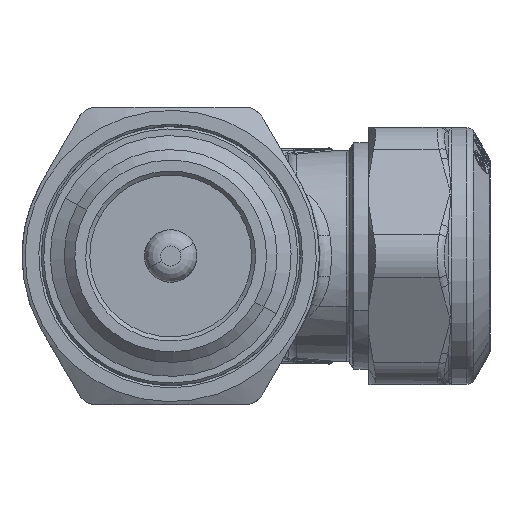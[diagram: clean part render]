
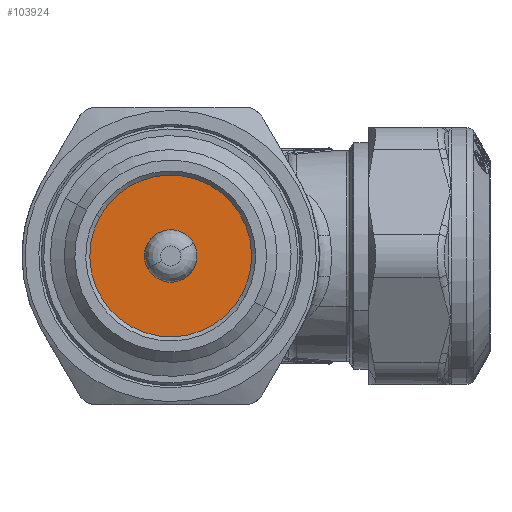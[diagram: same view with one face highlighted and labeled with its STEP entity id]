
A CAD part, left-side view. The second image highlights one B-rep face of the part: STEP entity #103924.
In plain terms, the highlighted planar face has unit normal (-1, 0, 0).
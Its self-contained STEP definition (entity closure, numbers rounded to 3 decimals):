
#102073=CARTESIAN_POINT('Axis2P3D Location',(-33.612,0.,0.)) ;
#102077=CARTESIAN_POINT('Vertex',(-33.612,-8.776,-4.794)) ;
#102079=CARTESIAN_POINT('Vertex',(-33.612,8.776,4.794)) ;
#102099=CARTESIAN_POINT('Axis2P3D Location',(-33.612,0.,0.)) ;
#103897=CARTESIAN_POINT('Axis2P3D Location',(-33.612,0.,0.)) ;
#103906=CARTESIAN_POINT('Axis2P3D Location',(-33.612,0.,0.)) ;
#103910=CARTESIAN_POINT('Vertex',(-33.612,2.852,-1.558)) ;
#103912=CARTESIAN_POINT('Vertex',(-33.612,-2.852,1.558)) ;
#103915=CARTESIAN_POINT('Axis2P3D Location',(-33.612,0.,0.)) ;
#102074=DIRECTION('Axis2P3D Direction',(1.,-0.,0.)) ;
#102100=DIRECTION('Axis2P3D Direction',(1.,-0.,0.)) ;
#103898=DIRECTION('Axis2P3D Direction',(-1.,0.,0.)) ;
#103899=DIRECTION('Axis2P3D XDirection',(0.,1.,0.)) ;
#103907=DIRECTION('Axis2P3D Direction',(-1.,0.,0.)) ;
#103916=DIRECTION('Axis2P3D Direction',(-1.,0.,0.)) ;
#102075=AXIS2_PLACEMENT_3D('Circle Axis2P3D',#102073,#102074,$) ;
#102101=AXIS2_PLACEMENT_3D('Circle Axis2P3D',#102099,#102100,$) ;
#103900=AXIS2_PLACEMENT_3D('Plane Axis2P3D',#103897,#103898,#103899) ;
#103908=AXIS2_PLACEMENT_3D('Circle Axis2P3D',#103906,#103907,$) ;
#103917=AXIS2_PLACEMENT_3D('Circle Axis2P3D',#103915,#103916,$) ;
#103903=ORIENTED_EDGE('',*,*,#102103,.T.) ;
#103904=ORIENTED_EDGE('',*,*,#102081,.T.) ;
#103921=ORIENTED_EDGE('',*,*,#103914,.F.) ;
#103922=ORIENTED_EDGE('',*,*,#103919,.F.) ;
#103923=FACE_BOUND('',#103920,.T.) ;
#103924=ADVANCED_FACE('PartBody',(#103905,#103923),#103901,.T.) ;
#102076=CIRCLE('generated circle',#102075,10.) ;
#102102=CIRCLE('generated circle',#102101,10.) ;
#103909=CIRCLE('generated circle',#103908,3.25) ;
#103918=CIRCLE('generated circle',#103917,3.25) ;
#102081=EDGE_CURVE('',#102078,#102080,#102076,.F.) ;
#102103=EDGE_CURVE('',#102080,#102078,#102102,.F.) ;
#103914=EDGE_CURVE('',#103911,#103913,#103909,.T.) ;
#103919=EDGE_CURVE('',#103913,#103911,#103918,.T.) ;
#103902=EDGE_LOOP('',(#103903,#103904)) ;
#103920=EDGE_LOOP('',(#103921,#103922)) ;
#103905=FACE_OUTER_BOUND('',#103902,.T.) ;
#103901=PLANE('',#103900) ;
#102078=VERTEX_POINT('',#102077) ;
#102080=VERTEX_POINT('',#102079) ;
#103911=VERTEX_POINT('',#103910) ;
#103913=VERTEX_POINT('',#103912) ;
